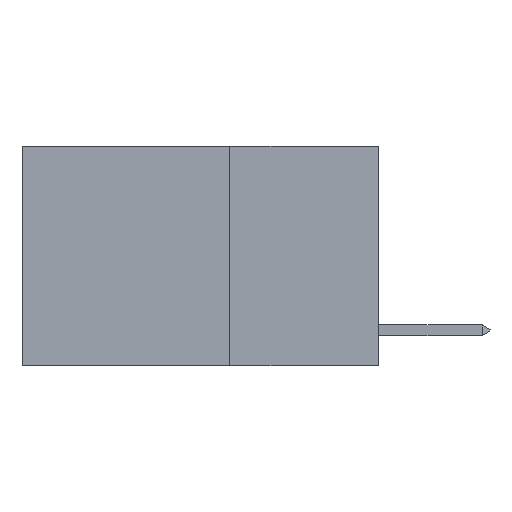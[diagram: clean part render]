
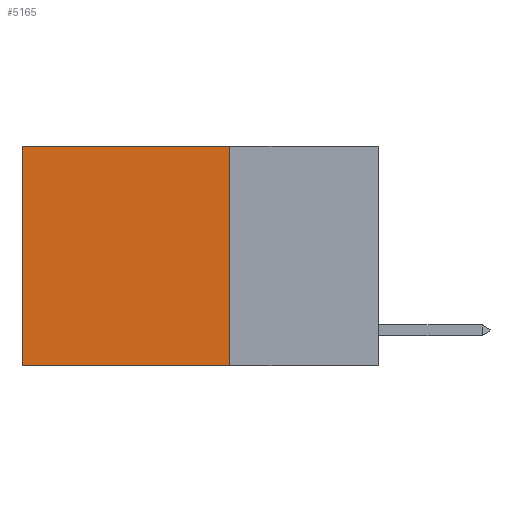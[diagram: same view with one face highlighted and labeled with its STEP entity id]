
A CAD part, left-side view. The second image highlights one B-rep face of the part: STEP entity #5165.
In plain terms, the highlighted planar face has unit normal (-1, 0, 0).
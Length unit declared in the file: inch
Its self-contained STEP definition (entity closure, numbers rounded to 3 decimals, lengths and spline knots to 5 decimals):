
#79 = CARTESIAN_POINT ( 'NONE',  ( 0.2625, 0.6, 0. ) ) ;
#1101 = LINE ( 'NONE', #3384, #1198 ) ;
#1198 = VECTOR ( 'NONE', #6305, 39.37008 ) ;
#1354 = ORIENTED_EDGE ( 'NONE', *, *, #1960, .F. ) ;
#1357 = LINE ( 'NONE', #9563, #5746 ) ;
#1375 = CARTESIAN_POINT ( 'NONE',  ( 0.2625, 0.25, -0.37 ) ) ;
#1432 = CARTESIAN_POINT ( 'NONE',  ( 0.2625, 0.25, 0. ) ) ;
#1460 = DIRECTION ( 'NONE',  ( 0., 0., -1. ) ) ;
#1476 = LINE ( 'NONE', #1375, #6598 ) ;
#1960 = EDGE_CURVE ( 'NONE', #8042, #8003, #1476, .T. ) ;
#2405 = EDGE_CURVE ( 'NONE', #6682, #7031, #1357, .T. ) ;
#2926 = ORIENTED_EDGE ( 'NONE', *, *, #8287, .F. ) ;
#2931 = CARTESIAN_POINT ( 'NONE',  ( 0.2625, 0.25, 0. ) ) ;
#3003 = DIRECTION ( 'NONE',  ( 0., 0., -1. ) ) ;
#3223 = EDGE_LOOP ( 'NONE', ( #6939, #1354, #2926, #6587 ) ) ;
#3384 = CARTESIAN_POINT ( 'NONE',  ( 0.2625, 0.6, 0. ) ) ;
#3386 = CARTESIAN_POINT ( 'NONE',  ( 0.2625, 0.25, 0. ) ) ;
#3818 = EDGE_CURVE ( 'NONE', #7031, #8003, #1101, .T. ) ;
#3959 = AXIS2_PLACEMENT_3D ( 'NONE', #2931, #5916, #1460 ) ;
#4461 = VECTOR ( 'NONE', #3003, 39.37008 ) ;
#5165 = ADVANCED_FACE ( 'NONE', ( #8795 ), #9623, .F. ) ;
#5216 = CARTESIAN_POINT ( 'NONE',  ( 0.2625, 0.25, -0.37 ) ) ;
#5236 = DIRECTION ( 'NONE',  ( 0., 1., 0. ) ) ;
#5262 = CARTESIAN_POINT ( 'NONE',  ( 0.2625, 0.6, -0.37 ) ) ;
#5746 = VECTOR ( 'NONE', #8847, 39.37008 ) ;
#5916 = DIRECTION ( 'NONE',  ( 1., 0., 0. ) ) ;
#6090 = LINE ( 'NONE', #1432, #4461 ) ;
#6305 = DIRECTION ( 'NONE',  ( 0., 0., -1. ) ) ;
#6587 = ORIENTED_EDGE ( 'NONE', *, *, #2405, .T. ) ;
#6598 = VECTOR ( 'NONE', #5236, 39.37008 ) ;
#6682 = VERTEX_POINT ( 'NONE', #3386 ) ;
#6939 = ORIENTED_EDGE ( 'NONE', *, *, #3818, .T. ) ;
#7031 = VERTEX_POINT ( 'NONE', #79 ) ;
#8003 = VERTEX_POINT ( 'NONE', #5262 ) ;
#8042 = VERTEX_POINT ( 'NONE', #5216 ) ;
#8287 = EDGE_CURVE ( 'NONE', #6682, #8042, #6090, .T. ) ;
#8795 = FACE_OUTER_BOUND ( 'NONE', #3223, .T. ) ;
#8847 = DIRECTION ( 'NONE',  ( 0., 1., 0. ) ) ;
#9563 = CARTESIAN_POINT ( 'NONE',  ( 0.2625, 0.25, 0. ) ) ;
#9623 = PLANE ( 'NONE',  #3959 ) ;
